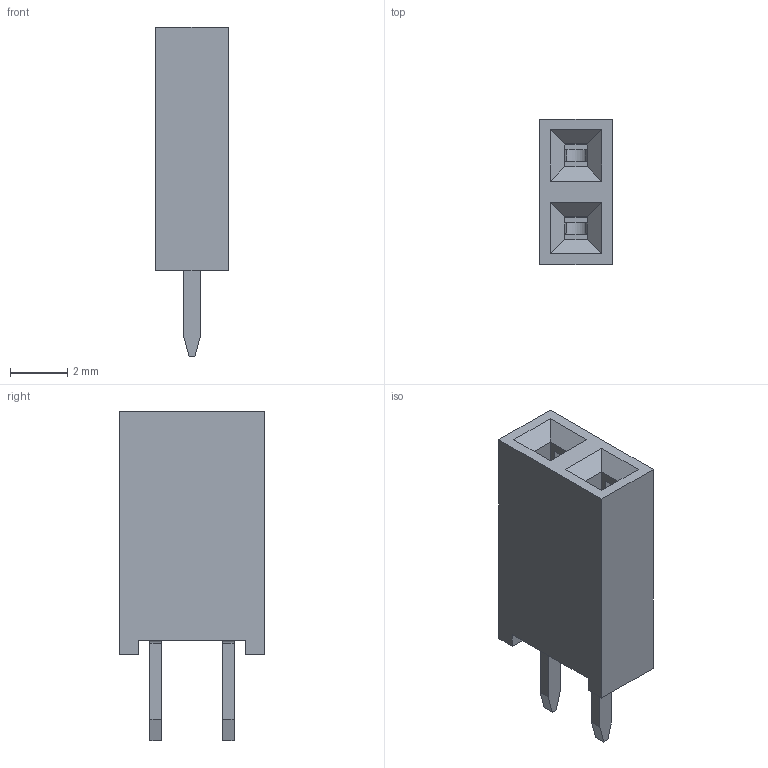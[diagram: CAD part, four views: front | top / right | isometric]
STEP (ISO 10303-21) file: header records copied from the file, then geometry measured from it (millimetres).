
FILE_DESCRIPTION(('STEP AP214'), '1');
FILE_NAME('PBD', '', ('UNSPECIFIED'), ('UNSPECIFIED'), 'ASCON STEP Converter 1.6', 'ASCON Math Kernel', '');
FILE_SCHEMA(('AUTOMOTIVE_DESIGN { 1 0 10303 214 3 1 1}'));
Length unit declared in the file: millimetre
Bounding box: 2.54 x 5.08 x 11.5 mm (x, y, z)
Volume: 96.1 mm3; surface area: 241.4 mm2
Topology: 1 solids, 1 shells, 118 faces, 320 edges, 200 vertices
Faces by surface type: plane 104, cylinder 14
Entity records: 4620 total; most frequent: ORIENTED_EDGE 640, CARTESIAN_POINT 639, DIRECTION 594, EDGE_CURVE 320, LINE 284, VECTOR 284, VERTEX_POINT 200, AXIS2_PLACEMENT_3D 155
